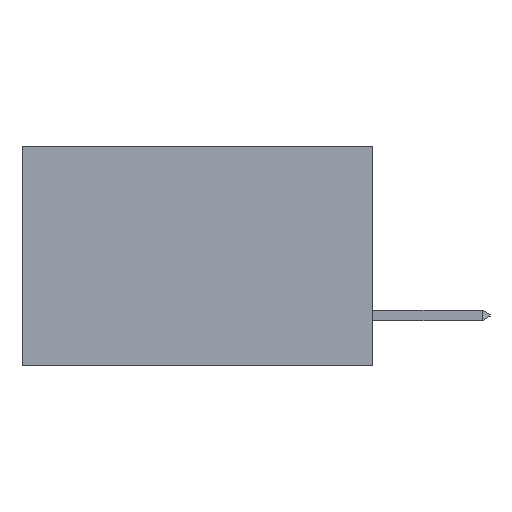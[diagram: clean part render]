
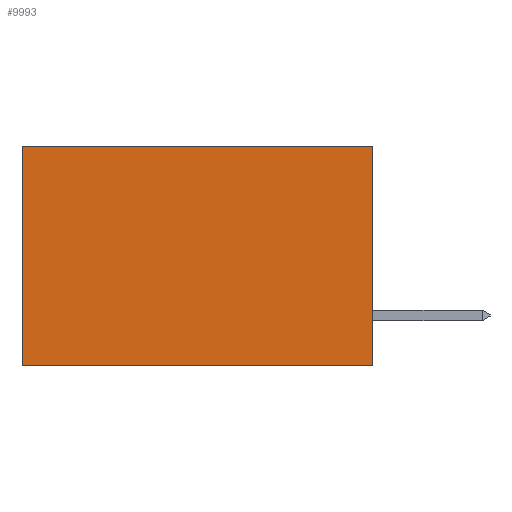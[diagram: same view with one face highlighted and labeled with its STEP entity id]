
A CAD part, left-side view. The second image highlights one B-rep face of the part: STEP entity #9993.
In plain terms, the highlighted planar face has unit normal (-1, 0, 0).
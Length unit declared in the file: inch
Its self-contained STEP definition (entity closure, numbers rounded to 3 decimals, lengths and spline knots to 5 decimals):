
#267 = CARTESIAN_POINT ( 'NONE',  ( 0.277, 0., 0. ) ) ;
#795 = VERTEX_POINT ( 'NONE', #267 ) ;
#1011 = EDGE_CURVE ( 'NONE', #795, #11258, #12292, .T. ) ;
#1548 = VERTEX_POINT ( 'NONE', #1747 ) ;
#1747 = CARTESIAN_POINT ( 'NONE',  ( 0.277, 0.59, -0.37 ) ) ;
#2976 = LINE ( 'NONE', #9149, #16942 ) ;
#4142 = CARTESIAN_POINT ( 'NONE',  ( 0.277, 0., 0. ) ) ;
#4305 = CARTESIAN_POINT ( 'NONE',  ( 0.277, 0., -0.37 ) ) ;
#4448 = EDGE_CURVE ( 'NONE', #795, #5778, #7608, .T. ) ;
#4594 = ORIENTED_EDGE ( 'NONE', *, *, #11130, .T. ) ;
#4757 = DIRECTION ( 'NONE',  ( 0., 1., 0. ) ) ;
#5057 = FACE_OUTER_BOUND ( 'NONE', #8717, .T. ) ;
#5778 = VERTEX_POINT ( 'NONE', #4305 ) ;
#5923 = VECTOR ( 'NONE', #12789, 39.37008 ) ;
#6380 = AXIS2_PLACEMENT_3D ( 'NONE', #10358, #9874, #9795 ) ;
#7422 = CARTESIAN_POINT ( 'NONE',  ( 0.277, 0.59, 0. ) ) ;
#7608 = LINE ( 'NONE', #15673, #14281 ) ;
#8335 = VECTOR ( 'NONE', #4757, 39.37008 ) ;
#8624 = ORIENTED_EDGE ( 'NONE', *, *, #9907, .F. ) ;
#8717 = EDGE_LOOP ( 'NONE', ( #4594, #8624, #15747, #9474 ) ) ;
#9149 = CARTESIAN_POINT ( 'NONE',  ( 0.277, 0.59, -0.37 ) ) ;
#9474 = ORIENTED_EDGE ( 'NONE', *, *, #1011, .T. ) ;
#9484 = LINE ( 'NONE', #12239, #5923 ) ;
#9795 = DIRECTION ( 'NONE',  ( 0., 0., -1. ) ) ;
#9870 = DIRECTION ( 'NONE',  ( 0., 0., -1. ) ) ;
#9874 = DIRECTION ( 'NONE',  ( 1., 0., 0. ) ) ;
#9907 = EDGE_CURVE ( 'NONE', #5778, #1548, #9484, .T. ) ;
#9933 = PLANE ( 'NONE',  #6380 ) ;
#9993 = ADVANCED_FACE ( 'NONE', ( #5057 ), #9933, .F. ) ;
#10358 = CARTESIAN_POINT ( 'NONE',  ( 0.277, 0., -0.37 ) ) ;
#11130 = EDGE_CURVE ( 'NONE', #11258, #1548, #2976, .T. ) ;
#11258 = VERTEX_POINT ( 'NONE', #7422 ) ;
#12239 = CARTESIAN_POINT ( 'NONE',  ( 0.277, 0., -0.37 ) ) ;
#12292 = LINE ( 'NONE', #4142, #8335 ) ;
#12789 = DIRECTION ( 'NONE',  ( 0., 1., 0. ) ) ;
#13643 = DIRECTION ( 'NONE',  ( 0., 0., -1. ) ) ;
#14281 = VECTOR ( 'NONE', #13643, 39.37008 ) ;
#15673 = CARTESIAN_POINT ( 'NONE',  ( 0.277, 0., -0.37 ) ) ;
#15747 = ORIENTED_EDGE ( 'NONE', *, *, #4448, .F. ) ;
#16942 = VECTOR ( 'NONE', #9870, 39.37008 ) ;
